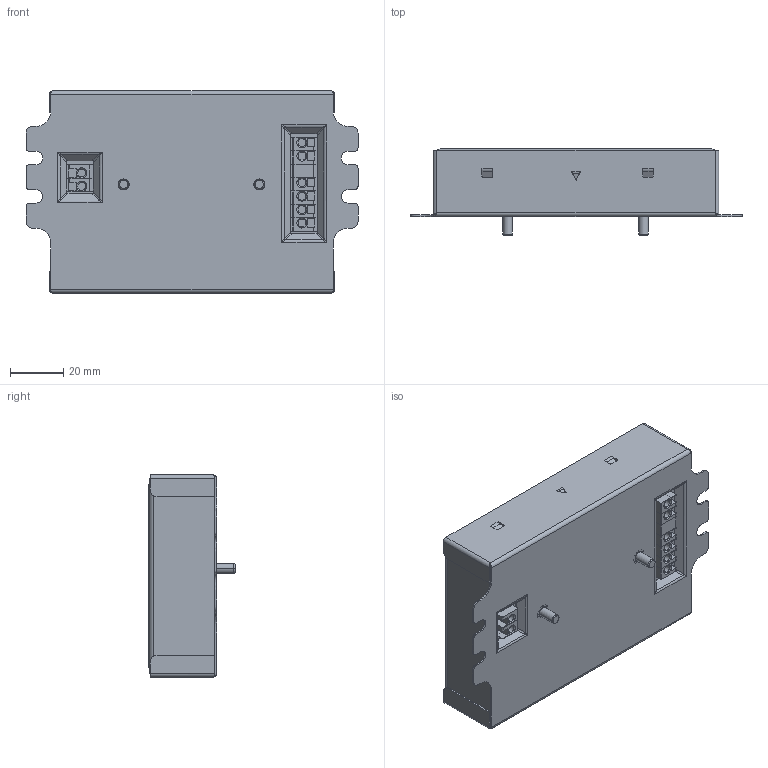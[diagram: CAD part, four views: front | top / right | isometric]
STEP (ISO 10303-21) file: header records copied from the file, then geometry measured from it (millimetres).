
FILE_DESCRIPTION((''),'2;1');
FILE_NAME('L3DA4U1UKS-2BBLK_ASM','2014-09-12T',('abelton'),(''),'PRO/ENGINEER BY PARAMETRIC TECHNOLOGY CORPORATION, 2013050','PRO/ENGINEER BY PARAMETRIC TECHNOLOGY CORPORATION, 2013050','');
FILE_SCHEMA(('CONFIG_CONTROL_DESIGN'));
Length unit declared in the file: inch
Products named in the file (13): 243225; 4703542B; DECA_OM89001_TERMINAL; DECA_OM89001_ENDCAP; DECA_OM89001_BLANK; DECA_OM89001_LEAD; 190426_ASM; 190576_ASM; 4703542B_ASM; 243236; PEM-TFH-832-5; 50015673; L3DA4U1UKS-2BBLK_ASM
Assembly tree (30 placements, depth 4):
  L3DA4U1UKS-2BBLK_ASM
    243225
    4703542B_ASM
      4703542B
      190426_ASM
        DECA_OM89001_TERMINAL  x6
        DECA_OM89001_ENDCAP  x2
        DECA_OM89001_BLANK
        DECA_OM89001_LEAD  x6
      190576_ASM
        DECA_OM89001_TERMINAL  x2
        DECA_OM89001_ENDCAP  x2
        DECA_OM89001_LEAD  x2
    243236
    PEM-TFH-832-5  x2
    50015673
Bounding box: 124.16 x 32.41 x 75.64 mm (x, y, z)
Volume: 41725.5 mm3; surface area: 100954.4 mm2
Topology: 27 solids, 27 shells, 1557 faces, 3958 edges, 2519 vertices
Faces by surface type: plane 749, cylinder 598, cone 96, bspline 80, torus 34
Entity records: 35376 total; most frequent: CARTESIAN_POINT 9419, DIRECTION 5402, ORIENTED_EDGE 5326, EDGE_CURVE 2663, AXIS2_PLACEMENT_3D 1937, VERTEX_POINT 1673, VECTOR 1528, LINE 1528
